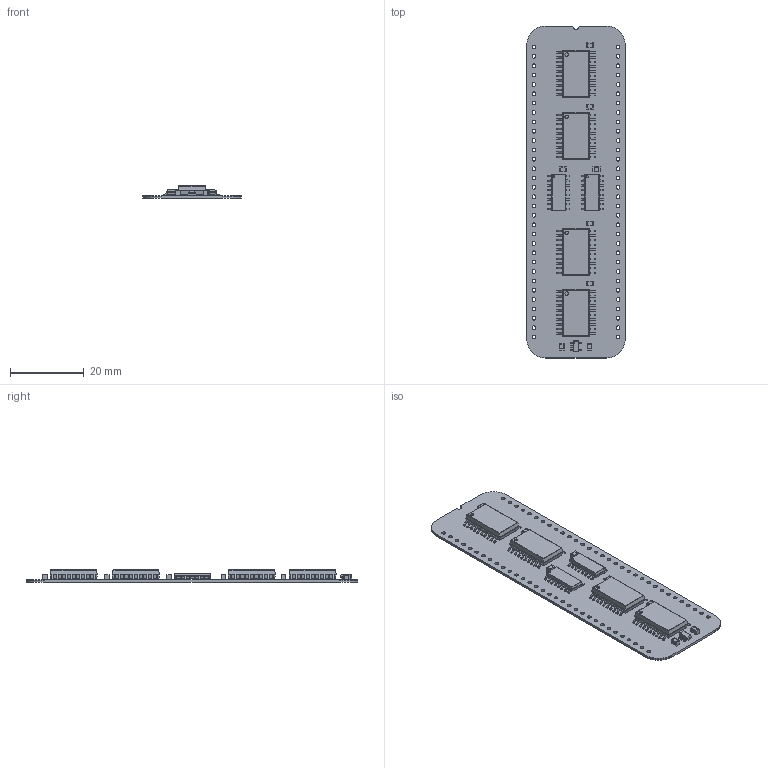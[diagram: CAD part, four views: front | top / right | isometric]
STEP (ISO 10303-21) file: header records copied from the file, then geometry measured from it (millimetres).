
FILE_DESCRIPTION(('KiCad electronic assembly'),'2;1');
FILE_NAME('Main Memory Select.step','2024-02-05T17:16:17',('Pcbnew'),( 'Kicad'),'Open CASCADE STEP processor 7.6','KiCad to STEP converter' ,'Unknown');
FILE_SCHEMA(('AUTOMOTIVE_DESIGN { 1 0 10303 214 1 1 1 1 }'));
Length unit declared in the file: millimetre
Products named in the file (10): Main Memory Select 1; C_0805_2012Metric; SOLID; 74LVC574AD,118; COMPOUND; AP7365-33WG-7; MC74HC259ADR2G; Main Memory Select PCB
Assembly tree (20 placements, depth 3):
  Main Memory Select 1
    C_0805_2012Metric  x8
      SOLID
    74LVC574AD,118  x4
      COMPOUND
    AP7365-33WG-7
      COMPOUND
    MC74HC259ADR2G  x2
      COMPOUND
    Main Memory Select PCB
Bounding box: 26.67 x 90.17 x 3.38 mm (x, y, z)
Volume: 2656.9 mm3; surface area: 6695.6 mm2
Topology: 133 solids, 133 shells, 2071 faces, 5234 edges, 3452 vertices
Faces by surface type: plane 1497, cylinder 574
Full cylindrical faces by diameter (mm): 0.2 x1, 0.487 x2, 0.938 x4, 1 x64
Entity records: 52058 total; most frequent: CARTESIAN_POINT 10224, DIRECTION 7835, LINE 5214, VECTOR 5214, ORIENTED_EDGE 4068, PCURVE 4068, DEFINITIONAL_REPRESENTATION 4068, EDGE_CURVE 2034
